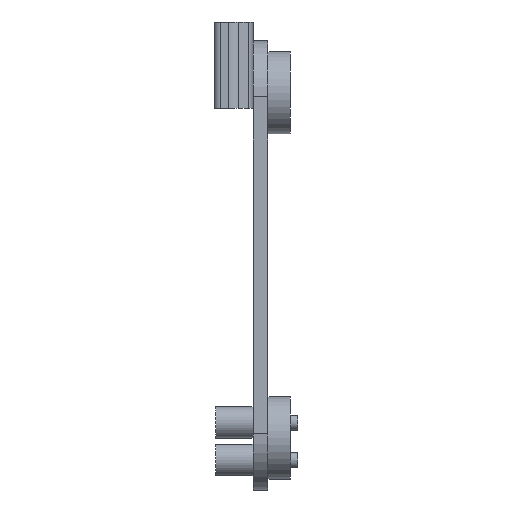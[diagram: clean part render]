
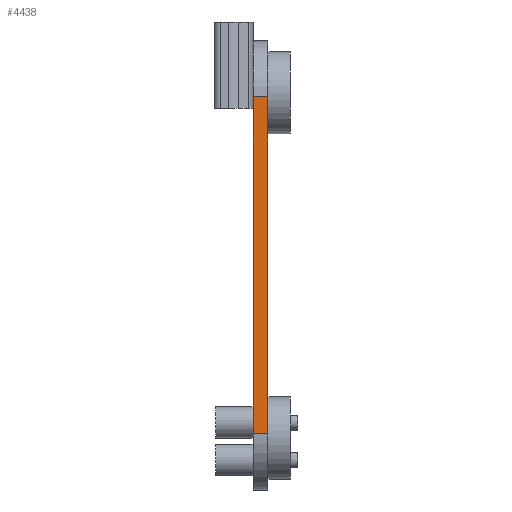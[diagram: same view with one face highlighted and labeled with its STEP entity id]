
A CAD part, left-side view. The second image highlights one B-rep face of the part: STEP entity #4438.
In plain terms, the highlighted planar face has unit normal (-1, 0, 0).
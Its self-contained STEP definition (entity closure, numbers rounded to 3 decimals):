
#86 = EDGE_LOOP ( 'NONE', ( #1044, #3955, #887, #2169 ) ) ;
#217 = DIRECTION ( 'NONE',  ( 0., -1., 0. ) ) ;
#455 = VECTOR ( 'NONE', #217, 1000. ) ;
#686 = LINE ( 'NONE', #5224, #1472 ) ;
#853 = CARTESIAN_POINT ( 'NONE',  ( -32.5, 0., 11.25 ) ) ;
#887 = ORIENTED_EDGE ( 'NONE', *, *, #4853, .F. ) ;
#1044 = ORIENTED_EDGE ( 'NONE', *, *, #3720, .T. ) ;
#1188 = VERTEX_POINT ( 'NONE', #853 ) ;
#1472 = VECTOR ( 'NONE', #1998, 1000. ) ;
#1511 = CARTESIAN_POINT ( 'NONE',  ( -32.5, 1., -11.25 ) ) ;
#1734 = CARTESIAN_POINT ( 'NONE',  ( -32.5, 1., -11.25 ) ) ;
#1847 = CARTESIAN_POINT ( 'NONE',  ( -32.5, 0., -11.25 ) ) ;
#1864 = CARTESIAN_POINT ( 'NONE',  ( -32.5, 0., -11.25 ) ) ;
#1908 = EDGE_CURVE ( 'NONE', #5074, #5415, #2029, .T. ) ;
#1998 = DIRECTION ( 'NONE',  ( 0., 0., 1. ) ) ;
#2029 = LINE ( 'NONE', #1511, #5692 ) ;
#2169 = ORIENTED_EDGE ( 'NONE', *, *, #1908, .T. ) ;
#2269 = LINE ( 'NONE', #1847, #3848 ) ;
#2513 = CARTESIAN_POINT ( 'NONE',  ( -32.5, 1., -11.25 ) ) ;
#2605 = CARTESIAN_POINT ( 'NONE',  ( -32.5, 1., 11.25 ) ) ;
#2815 = PLANE ( 'NONE',  #4139 ) ;
#2964 = EDGE_CURVE ( 'NONE', #4579, #1188, #4770, .T. ) ;
#3324 = FACE_OUTER_BOUND ( 'NONE', #86, .T. ) ;
#3679 = DIRECTION ( 'NONE',  ( 0., 0., 1. ) ) ;
#3720 = EDGE_CURVE ( 'NONE', #5415, #1188, #2269, .T. ) ;
#3848 = VECTOR ( 'NONE', #3679, 1000. ) ;
#3903 = DIRECTION ( 'NONE',  ( 1., 0., 0. ) ) ;
#3955 = ORIENTED_EDGE ( 'NONE', *, *, #2964, .F. ) ;
#4139 = AXIS2_PLACEMENT_3D ( 'NONE', #2513, #3903, #4348 ) ;
#4285 = CARTESIAN_POINT ( 'NONE',  ( -32.5, 1., 11.25 ) ) ;
#4348 = DIRECTION ( 'NONE',  ( 0., 0., -1. ) ) ;
#4438 = ADVANCED_FACE ( 'NONE', ( #3324 ), #2815, .F. ) ;
#4579 = VERTEX_POINT ( 'NONE', #2605 ) ;
#4770 = LINE ( 'NONE', #4285, #455 ) ;
#4853 = EDGE_CURVE ( 'NONE', #5074, #4579, #686, .T. ) ;
#5074 = VERTEX_POINT ( 'NONE', #1734 ) ;
#5168 = DIRECTION ( 'NONE',  ( 0., -1., 0. ) ) ;
#5224 = CARTESIAN_POINT ( 'NONE',  ( -32.5, 1., -11.25 ) ) ;
#5415 = VERTEX_POINT ( 'NONE', #1864 ) ;
#5692 = VECTOR ( 'NONE', #5168, 1000. ) ;
